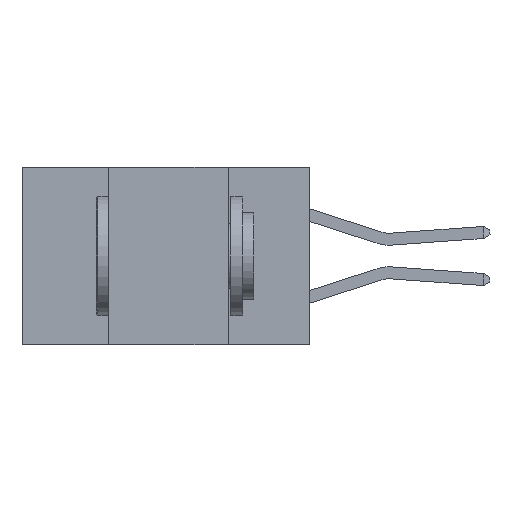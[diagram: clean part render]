
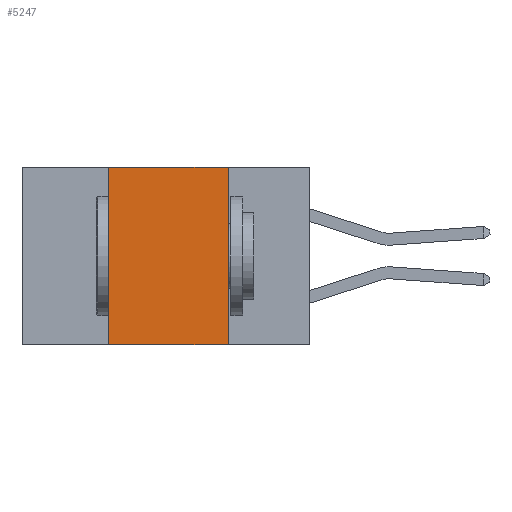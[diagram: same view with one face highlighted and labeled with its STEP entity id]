
A CAD part, left-side view. The second image highlights one B-rep face of the part: STEP entity #5247.
In plain terms, the highlighted planar face has unit normal (-1, 0, 0).
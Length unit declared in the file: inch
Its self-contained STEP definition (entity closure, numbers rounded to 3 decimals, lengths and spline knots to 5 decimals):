
#732 = LINE ( 'NONE', #9165, #3366 ) ;
#738 = ORIENTED_EDGE ( 'NONE', *, *, #10651, .T. ) ;
#928 = VECTOR ( 'NONE', #5607, 39.37008 ) ;
#1212 = DIRECTION ( 'NONE',  ( 0., -1., 0. ) ) ;
#1533 = FACE_OUTER_BOUND ( 'NONE', #14654, .T. ) ;
#1539 = ORIENTED_EDGE ( 'NONE', *, *, #6708, .F. ) ;
#1932 = ORIENTED_EDGE ( 'NONE', *, *, #10300, .F. ) ;
#2036 = CARTESIAN_POINT ( 'NONE',  ( 0., 0.17, -0.37 ) ) ;
#2045 = CARTESIAN_POINT ( 'NONE',  ( 0., 0.42, -0.37 ) ) ;
#2344 = VECTOR ( 'NONE', #12786, 39.37008 ) ;
#3366 = VECTOR ( 'NONE', #11762, 39.37008 ) ;
#5247 = ADVANCED_FACE ( 'NONE', ( #1533 ), #11274, .F. ) ;
#5607 = DIRECTION ( 'NONE',  ( 0., -1., 0. ) ) ;
#6708 = EDGE_CURVE ( 'NONE', #7235, #8106, #13193, .T. ) ;
#7235 = VERTEX_POINT ( 'NONE', #10804 ) ;
#7407 = CARTESIAN_POINT ( 'NONE',  ( 0., 0.6, 0. ) ) ;
#7602 = CARTESIAN_POINT ( 'NONE',  ( 0., 0.17, 0. ) ) ;
#7871 = VERTEX_POINT ( 'NONE', #2045 ) ;
#8106 = VERTEX_POINT ( 'NONE', #9039 ) ;
#9039 = CARTESIAN_POINT ( 'NONE',  ( 0., 0.17, 0. ) ) ;
#9165 = CARTESIAN_POINT ( 'NONE',  ( 0., 0.42, 0. ) ) ;
#9280 = AXIS2_PLACEMENT_3D ( 'NONE', #11271, #11222, #11718 ) ;
#9503 = CARTESIAN_POINT ( 'NONE',  ( 0., 0.6, -0.37 ) ) ;
#9746 = VECTOR ( 'NONE', #1212, 39.37008 ) ;
#10300 = EDGE_CURVE ( 'NONE', #8106, #14895, #12752, .T. ) ;
#10485 = EDGE_CURVE ( 'NONE', #7871, #7235, #732, .T. ) ;
#10651 = EDGE_CURVE ( 'NONE', #7871, #14895, #15545, .T. ) ;
#10804 = CARTESIAN_POINT ( 'NONE',  ( 0., 0.42, 0. ) ) ;
#11222 = DIRECTION ( 'NONE',  ( 1., 0., 0. ) ) ;
#11271 = CARTESIAN_POINT ( 'NONE',  ( 0., 0.6, 0. ) ) ;
#11274 = PLANE ( 'NONE',  #9280 ) ;
#11718 = DIRECTION ( 'NONE',  ( 0., 0., -1. ) ) ;
#11762 = DIRECTION ( 'NONE',  ( 0., 0., 1. ) ) ;
#12752 = LINE ( 'NONE', #7602, #2344 ) ;
#12786 = DIRECTION ( 'NONE',  ( 0., 0., -1. ) ) ;
#13193 = LINE ( 'NONE', #7407, #9746 ) ;
#13374 = ORIENTED_EDGE ( 'NONE', *, *, #10485, .F. ) ;
#14654 = EDGE_LOOP ( 'NONE', ( #1932, #1539, #13374, #738 ) ) ;
#14895 = VERTEX_POINT ( 'NONE', #2036 ) ;
#15545 = LINE ( 'NONE', #9503, #928 ) ;
